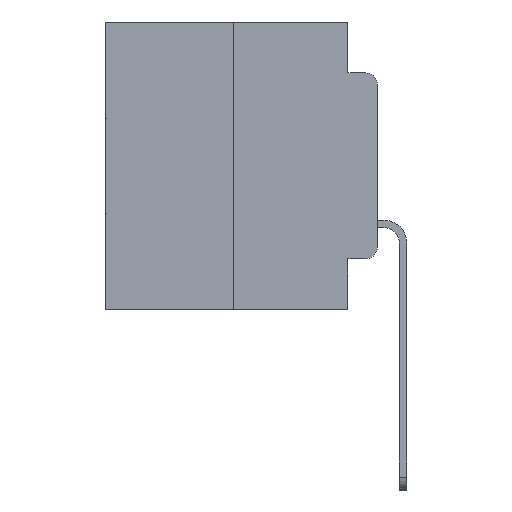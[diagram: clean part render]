
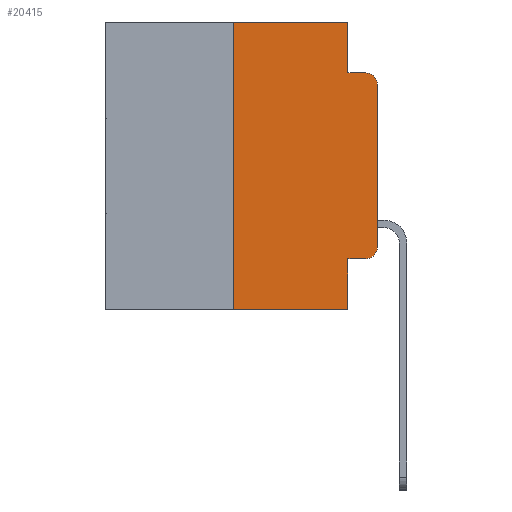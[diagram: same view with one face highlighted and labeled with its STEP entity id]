
A CAD part, left-side view. The second image highlights one B-rep face of the part: STEP entity #20415.
In plain terms, the highlighted planar face has unit normal (-1, 0, 0).
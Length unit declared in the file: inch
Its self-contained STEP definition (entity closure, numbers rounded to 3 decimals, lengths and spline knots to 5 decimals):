
#761 = DIRECTION ( 'NONE',  ( 0., -1., 0. ) ) ;
#951 = EDGE_CURVE ( 'NONE', #5642, #24574, #17119, .T. ) ;
#1418 = VECTOR ( 'NONE', #3133, 39.37008 ) ;
#1503 = LINE ( 'NONE', #13232, #6793 ) ;
#1543 = LINE ( 'NONE', #5826, #20242 ) ;
#1748 = EDGE_CURVE ( 'NONE', #20360, #26999, #1503, .T. ) ;
#1793 = CARTESIAN_POINT ( 'NONE',  ( 0., 0., -0.3915 ) ) ;
#2176 = ORIENTED_EDGE ( 'NONE', *, *, #22212, .T. ) ;
#2263 = DIRECTION ( 'NONE',  ( -1., 0., 0. ) ) ;
#3133 = DIRECTION ( 'NONE',  ( 0., -1., 0. ) ) ;
#3174 = LINE ( 'NONE', #16360, #1418 ) ;
#3455 = DIRECTION ( 'NONE',  ( 1., 0., 0. ) ) ;
#4069 = VECTOR ( 'NONE', #11722, 39.37008 ) ;
#4932 = ORIENTED_EDGE ( 'NONE', *, *, #27529, .F. ) ;
#4955 = CARTESIAN_POINT ( 'NONE',  ( 0., 0.051, -0.4115 ) ) ;
#5467 = EDGE_CURVE ( 'NONE', #21725, #18718, #16291, .T. ) ;
#5595 = ORIENTED_EDGE ( 'NONE', *, *, #26252, .F. ) ;
#5642 = VERTEX_POINT ( 'NONE', #8556 ) ;
#5826 = CARTESIAN_POINT ( 'NONE',  ( 0., 0.25, 0. ) ) ;
#5831 = CARTESIAN_POINT ( 'NONE',  ( 0., 0.473, 0. ) ) ;
#6454 = CARTESIAN_POINT ( 'NONE',  ( 0., 0., 0. ) ) ;
#6793 = VECTOR ( 'NONE', #24271, 39.37008 ) ;
#6808 = VECTOR ( 'NONE', #761, 39.37008 ) ;
#6970 = CARTESIAN_POINT ( 'NONE',  ( 0., 0.02, -0.3915 ) ) ;
#7026 = EDGE_CURVE ( 'NONE', #26999, #8361, #27475, .T. ) ;
#7314 = ORIENTED_EDGE ( 'NONE', *, *, #951, .F. ) ;
#7506 = CARTESIAN_POINT ( 'NONE',  ( 0., 0.02, -0.0885 ) ) ;
#8241 = LINE ( 'NONE', #13795, #6808 ) ;
#8361 = VERTEX_POINT ( 'NONE', #1793 ) ;
#8410 = VECTOR ( 'NONE', #20010, 39.37008 ) ;
#8556 = CARTESIAN_POINT ( 'NONE',  ( 0., 0.25, 0. ) ) ;
#9101 = CARTESIAN_POINT ( 'NONE',  ( 0., 0.051, 0. ) ) ;
#9123 = LINE ( 'NONE', #6454, #9853 ) ;
#9128 = ORIENTED_EDGE ( 'NONE', *, *, #1748, .T. ) ;
#9729 = VECTOR ( 'NONE', #13828, 39.37008 ) ;
#9853 = VECTOR ( 'NONE', #10625, 39.37008 ) ;
#10255 = CARTESIAN_POINT ( 'NONE',  ( 0., 0.02, -0.1085 ) ) ;
#10625 = DIRECTION ( 'NONE',  ( 0., 0., 1. ) ) ;
#11722 = DIRECTION ( 'NONE',  ( 0., -1., 0. ) ) ;
#13200 = CARTESIAN_POINT ( 'NONE',  ( 0., 0.051, 0. ) ) ;
#13232 = CARTESIAN_POINT ( 'NONE',  ( 0., 0.051, -0.4115 ) ) ;
#13795 = CARTESIAN_POINT ( 'NONE',  ( 0., 0.473, -0.5 ) ) ;
#13828 = DIRECTION ( 'NONE',  ( 0., 0., -1. ) ) ;
#13957 = ORIENTED_EDGE ( 'NONE', *, *, #20670, .F. ) ;
#14086 = CARTESIAN_POINT ( 'NONE',  ( 0., 0.051, -0.5 ) ) ;
#14246 = CARTESIAN_POINT ( 'NONE',  ( 0., 0.02, -0.4115 ) ) ;
#14657 = LINE ( 'NONE', #9101, #9729 ) ;
#14858 = DIRECTION ( 'NONE',  ( -1., 0., 0. ) ) ;
#15493 = ORIENTED_EDGE ( 'NONE', *, *, #28976, .T. ) ;
#15502 = CARTESIAN_POINT ( 'NONE',  ( 0., 0.051, 0. ) ) ;
#15966 = DIRECTION ( 'NONE',  ( 0., 0., -1. ) ) ;
#16126 = EDGE_CURVE ( 'NONE', #16851, #5642, #1543, .T. ) ;
#16291 = CIRCLE ( 'NONE', #21737, 0.02 ) ;
#16360 = CARTESIAN_POINT ( 'NONE',  ( 0., 0.051, -0.0885 ) ) ;
#16851 = VERTEX_POINT ( 'NONE', #16867 ) ;
#16867 = CARTESIAN_POINT ( 'NONE',  ( 0., 0.25, -0.5 ) ) ;
#17119 = LINE ( 'NONE', #22817, #4069 ) ;
#17375 = EDGE_LOOP ( 'NONE', ( #2176, #21245, #13957, #4932, #7314, #21846, #15493, #5595, #9128, #21547 ) ) ;
#18718 = VERTEX_POINT ( 'NONE', #7506 ) ;
#19271 = DIRECTION ( 'NONE',  ( 0., 0., -1. ) ) ;
#19301 = PLANE ( 'NONE',  #24957 ) ;
#20010 = DIRECTION ( 'NONE',  ( 0., 0., -1. ) ) ;
#20242 = VECTOR ( 'NONE', #21766, 39.37008 ) ;
#20360 = VERTEX_POINT ( 'NONE', #4955 ) ;
#20415 = ADVANCED_FACE ( 'NONE', ( #21914 ), #19301, .F. ) ;
#20670 = EDGE_CURVE ( 'NONE', #26410, #18718, #3174, .T. ) ;
#21195 = DIRECTION ( 'NONE',  ( 0., 0., -1. ) ) ;
#21245 = ORIENTED_EDGE ( 'NONE', *, *, #5467, .T. ) ;
#21547 = ORIENTED_EDGE ( 'NONE', *, *, #7026, .T. ) ;
#21725 = VERTEX_POINT ( 'NONE', #28607 ) ;
#21737 = AXIS2_PLACEMENT_3D ( 'NONE', #10255, #14858, #19271 ) ;
#21766 = DIRECTION ( 'NONE',  ( 0., 0., 1. ) ) ;
#21846 = ORIENTED_EDGE ( 'NONE', *, *, #16126, .F. ) ;
#21914 = FACE_OUTER_BOUND ( 'NONE', #17375, .T. ) ;
#22212 = EDGE_CURVE ( 'NONE', #8361, #21725, #9123, .T. ) ;
#22497 = LINE ( 'NONE', #15502, #8410 ) ;
#22817 = CARTESIAN_POINT ( 'NONE',  ( 0., 0.473, 0. ) ) ;
#23430 = CARTESIAN_POINT ( 'NONE',  ( 0., 0.051, -0.0885 ) ) ;
#24271 = DIRECTION ( 'NONE',  ( 0., -1., 0. ) ) ;
#24574 = VERTEX_POINT ( 'NONE', #13200 ) ;
#24957 = AXIS2_PLACEMENT_3D ( 'NONE', #5831, #3455, #21195 ) ;
#26074 = AXIS2_PLACEMENT_3D ( 'NONE', #6970, #2263, #15966 ) ;
#26252 = EDGE_CURVE ( 'NONE', #20360, #26395, #22497, .T. ) ;
#26395 = VERTEX_POINT ( 'NONE', #14086 ) ;
#26410 = VERTEX_POINT ( 'NONE', #23430 ) ;
#26999 = VERTEX_POINT ( 'NONE', #14246 ) ;
#27475 = CIRCLE ( 'NONE', #26074, 0.02 ) ;
#27529 = EDGE_CURVE ( 'NONE', #24574, #26410, #14657, .T. ) ;
#28607 = CARTESIAN_POINT ( 'NONE',  ( 0., 0., -0.1085 ) ) ;
#28976 = EDGE_CURVE ( 'NONE', #16851, #26395, #8241, .T. ) ;
